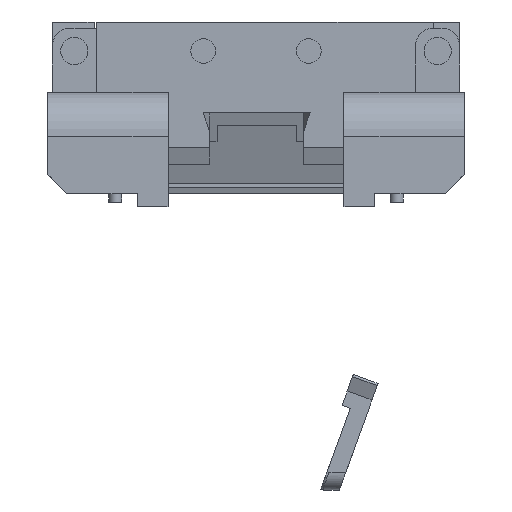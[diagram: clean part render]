
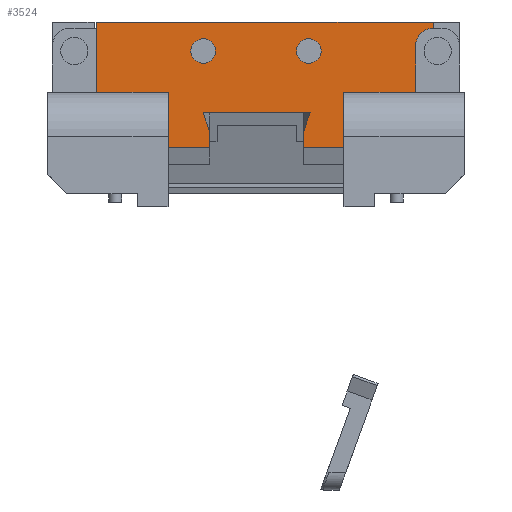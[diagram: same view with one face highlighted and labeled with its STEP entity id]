
A CAD part, left-side view. The second image highlights one B-rep face of the part: STEP entity #3524.
In plain terms, the highlighted planar face has unit normal (-1, 0, 0).
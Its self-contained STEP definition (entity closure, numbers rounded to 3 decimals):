
#123=FACE_BOUND('',#513,.T.);
#124=FACE_BOUND('',#514,.T.);
#177=CIRCLE('',#3783,2.);
#178=CIRCLE('',#3784,1.4);
#179=CIRCLE('',#3785,1.4);
#311=FACE_OUTER_BOUND('',#512,.T.);
#512=EDGE_LOOP('',(#2710,#2711,#2712,#2713,#2714,#2715,#2716,#2717,#2718,
#2719,#2720,#2721,#2722,#2723,#2724,#2725,#2726));
#513=EDGE_LOOP('',(#2727));
#514=EDGE_LOOP('',(#2728));
#696=LINE('',#5075,#1077);
#708=LINE('',#5101,#1089);
#724=LINE('',#5134,#1105);
#766=LINE('',#5253,#1147);
#770=LINE('',#5260,#1151);
#771=LINE('',#5262,#1152);
#800=LINE('',#5344,#1181);
#823=LINE('',#5390,#1204);
#853=LINE('',#5531,#1234);
#858=LINE('',#5539,#1239);
#859=LINE('',#5541,#1240);
#860=LINE('',#5543,#1241);
#861=LINE('',#5547,#1242);
#862=LINE('',#5548,#1243);
#863=LINE('',#5549,#1244);
#864=LINE('',#5550,#1245);
#1077=VECTOR('',#4083,10.);
#1089=VECTOR('',#4101,10.);
#1105=VECTOR('',#4125,1.);
#1147=VECTOR('',#4231,10.);
#1151=VECTOR('',#4237,10.);
#1152=VECTOR('',#4240,10.);
#1181=VECTOR('',#4317,10.);
#1204=VECTOR('',#4340,1.);
#1234=VECTOR('',#4406,10.);
#1239=VECTOR('',#4417,10.);
#1240=VECTOR('',#4420,1.);
#1241=VECTOR('',#4421,10.);
#1242=VECTOR('',#4424,1.);
#1243=VECTOR('',#4425,10.);
#1244=VECTOR('',#4426,1.);
#1245=VECTOR('',#4427,1.);
#1453=VERTEX_POINT('',#5065);
#1454=VERTEX_POINT('',#5069);
#1463=VERTEX_POINT('',#5093);
#1466=VERTEX_POINT('',#5099);
#1478=VERTEX_POINT('',#5131);
#1479=VERTEX_POINT('',#5133);
#1523=VERTEX_POINT('',#5250);
#1524=VERTEX_POINT('',#5252);
#1526=VERTEX_POINT('',#5257);
#1554=VERTEX_POINT('',#5341);
#1555=VERTEX_POINT('',#5343);
#1577=VERTEX_POINT('',#5387);
#1578=VERTEX_POINT('',#5389);
#1607=VERTEX_POINT('',#5530);
#1608=VERTEX_POINT('',#5542);
#1609=VERTEX_POINT('',#5544);
#1610=VERTEX_POINT('',#5546);
#1611=VERTEX_POINT('',#5551);
#1612=VERTEX_POINT('',#5553);
#1818=EDGE_CURVE('',#1454,#1453,#696,.T.);
#1830=EDGE_CURVE('',#1463,#1466,#708,.T.);
#1846=EDGE_CURVE('',#1478,#1479,#724,.T.);
#1906=EDGE_CURVE('',#1524,#1523,#766,.T.);
#1910=EDGE_CURVE('',#1526,#1454,#770,.T.);
#1911=EDGE_CURVE('',#1523,#1526,#771,.T.);
#1952=EDGE_CURVE('',#1554,#1555,#800,.T.);
#1975=EDGE_CURVE('',#1578,#1577,#823,.T.);
#2014=EDGE_CURVE('',#1607,#1524,#853,.T.);
#2019=EDGE_CURVE('',#1466,#1607,#858,.T.);
#2020=EDGE_CURVE('',#1453,#1555,#859,.T.);
#2021=EDGE_CURVE('',#1608,#1554,#860,.T.);
#2022=EDGE_CURVE('',#1609,#1608,#177,.T.);
#2023=EDGE_CURVE('',#1610,#1609,#861,.T.);
#2024=EDGE_CURVE('',#1610,#1479,#862,.T.);
#2025=EDGE_CURVE('',#1578,#1478,#863,.T.);
#2026=EDGE_CURVE('',#1577,#1463,#864,.T.);
#2027=EDGE_CURVE('',#1611,#1611,#178,.T.);
#2028=EDGE_CURVE('',#1612,#1612,#179,.T.);
#2710=ORIENTED_EDGE('',*,*,#1911,.T.);
#2711=ORIENTED_EDGE('',*,*,#1910,.T.);
#2712=ORIENTED_EDGE('',*,*,#1818,.T.);
#2713=ORIENTED_EDGE('',*,*,#2020,.T.);
#2714=ORIENTED_EDGE('',*,*,#1952,.F.);
#2715=ORIENTED_EDGE('',*,*,#2021,.F.);
#2716=ORIENTED_EDGE('',*,*,#2022,.F.);
#2717=ORIENTED_EDGE('',*,*,#2023,.F.);
#2718=ORIENTED_EDGE('',*,*,#2024,.T.);
#2719=ORIENTED_EDGE('',*,*,#1846,.F.);
#2720=ORIENTED_EDGE('',*,*,#2025,.F.);
#2721=ORIENTED_EDGE('',*,*,#1975,.T.);
#2722=ORIENTED_EDGE('',*,*,#2026,.T.);
#2723=ORIENTED_EDGE('',*,*,#1830,.T.);
#2724=ORIENTED_EDGE('',*,*,#2019,.T.);
#2725=ORIENTED_EDGE('',*,*,#2014,.T.);
#2726=ORIENTED_EDGE('',*,*,#1906,.T.);
#2727=ORIENTED_EDGE('',*,*,#2027,.F.);
#2728=ORIENTED_EDGE('',*,*,#2028,.F.);
#3363=PLANE('',#3782);
#3524=ADVANCED_FACE('',(#311,#123,#124),#3363,.T.);
#3782=AXIS2_PLACEMENT_3D('',#5540,#4418,#4419);
#3783=AXIS2_PLACEMENT_3D('',#5545,#4422,#4423);
#3784=AXIS2_PLACEMENT_3D('',#5552,#4428,#4429);
#3785=AXIS2_PLACEMENT_3D('',#5554,#4430,#4431);
#4083=DIRECTION('',(0.,-1.,0.));
#4101=DIRECTION('',(0.,-1.,0.));
#4125=DIRECTION('',(0.,0.,1.));
#4231=DIRECTION('',(0.,-1.,0.));
#4237=DIRECTION('',(0.,0.,-1.));
#4240=DIRECTION('',(0.,0.324,-0.946));
#4317=DIRECTION('',(0.,1.,0.));
#4340=DIRECTION('',(0.,-1.,0.));
#4406=DIRECTION('',(0.,0.324,0.946));
#4417=DIRECTION('',(0.,0.,1.));
#4418=DIRECTION('center_axis',(-1.,0.,0.));
#4419=DIRECTION('ref_axis',(0.,-1.,0.));
#4420=DIRECTION('',(0.,0.,1.));
#4421=DIRECTION('',(0.,0.,-1.));
#4422=DIRECTION('center_axis',(-1.,0.,0.));
#4423=DIRECTION('ref_axis',(0.,0.,1.));
#4424=DIRECTION('',(0.,0.,-1.));
#4425=DIRECTION('',(0.,1.,0.));
#4426=DIRECTION('',(0.,0.,1.));
#4427=DIRECTION('',(0.,0.,-1.));
#4428=DIRECTION('center_axis',(-1.,0.,0.));
#4429=DIRECTION('ref_axis',(0.,-1.,0.));
#4430=DIRECTION('center_axis',(-1.,0.,0.));
#4431=DIRECTION('ref_axis',(0.,-1.,0.));
#5065=CARTESIAN_POINT('',(-45.,-10.,-26.585));
#5069=CARTESIAN_POINT('',(-45.,-5.42,-26.585));
#5075=CARTESIAN_POINT('',(-45.,-5.035,-26.585));
#5093=CARTESIAN_POINT('',(-45.,10.,-26.585));
#5099=CARTESIAN_POINT('',(-45.,5.28,-26.585));
#5101=CARTESIAN_POINT('',(-45.,2.465,-26.585));
#5131=CARTESIAN_POINT('',(-45.,18.15,-13.));
#5133=CARTESIAN_POINT('',(-45.,18.15,-12.3));
#5134=CARTESIAN_POINT('',(-45.,18.15,-12.3));
#5250=CARTESIAN_POINT('',(-45.,-6.154,-22.594));
#5252=CARTESIAN_POINT('',(-45.,6.014,-22.594));
#5253=CARTESIAN_POINT('',(-45.,-2.66,-22.594));
#5257=CARTESIAN_POINT('',(-45.,-5.42,-24.742));
#5260=CARTESIAN_POINT('',(-45.,-5.42,-16.65));
#5262=CARTESIAN_POINT('',(-45.,-9.28,-13.456));
#5341=CARTESIAN_POINT('',(-45.,-18.15,-20.3));
#5343=CARTESIAN_POINT('',(-45.,-10.,-20.3));
#5344=CARTESIAN_POINT('',(-45.,-20.65,-20.3));
#5387=CARTESIAN_POINT('',(-45.,10.,-20.3));
#5389=CARTESIAN_POINT('',(-45.,18.15,-20.3));
#5390=CARTESIAN_POINT('',(-45.,11.8,-20.3));
#5530=CARTESIAN_POINT('',(-45.,5.28,-24.742));
#5531=CARTESIAN_POINT('',(-45.,8.789,-14.482));
#5539=CARTESIAN_POINT('',(-45.,5.28,-11.534));
#5540=CARTESIAN_POINT('Origin',(-45.,0.,0.));
#5541=CARTESIAN_POINT('',(-45.,-10.,-31.8));
#5542=CARTESIAN_POINT('',(-45.,-18.15,-15.));
#5543=CARTESIAN_POINT('',(-45.,-18.15,-16.3));
#5544=CARTESIAN_POINT('',(-45.,-20.15,-13.));
#5545=CARTESIAN_POINT('Origin',(-45.,-20.15,-15.));
#5546=CARTESIAN_POINT('',(-45.,-20.15,-12.3));
#5547=CARTESIAN_POINT('',(-45.,-20.15,-20.3));
#5548=CARTESIAN_POINT('',(-45.,11.8,-12.3));
#5549=CARTESIAN_POINT('',(-45.,18.15,-12.3));
#5550=CARTESIAN_POINT('',(-45.,10.,-20.3));
#5551=CARTESIAN_POINT('',(-45.,-4.6,-15.6));
#5552=CARTESIAN_POINT('Origin',(-45.,-6.,-15.6));
#5553=CARTESIAN_POINT('',(-45.,7.4,-15.6));
#5554=CARTESIAN_POINT('Origin',(-45.,6.,-15.6));
